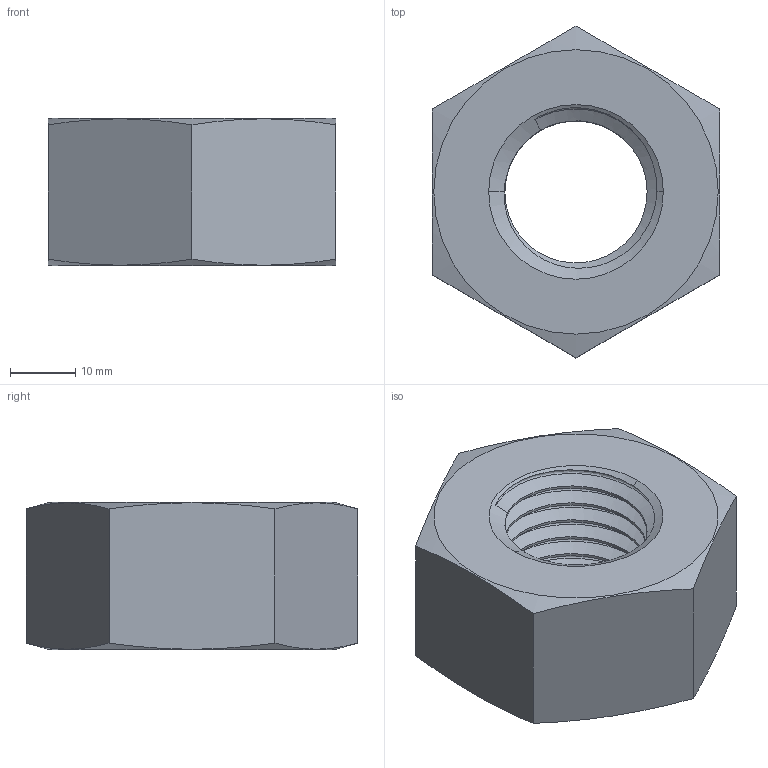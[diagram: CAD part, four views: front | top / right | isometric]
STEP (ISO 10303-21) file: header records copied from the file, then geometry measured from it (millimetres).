
FILE_DESCRIPTION (( 'STEP AP203' ), '1' );
FILE_NAME ('B0093OFJQE.3D.STEP', '2013-10-09T06:17:22', ( '' ), ( '' ), 'SwSTEP 2.0', 'SolidWorks 2010', '' );
FILE_SCHEMA (( 'CONFIG_CONTROL_DESIGN' ));
Length unit declared in the file: millimetre
Products named in the file (1): B0093OFJQE.3D
Bounding box: 43.99 x 50.8 x 22.53 mm (x, y, z)
Volume: 27465.7 mm3; surface area: 8483.2 mm2
Topology: 1 solids, 1 shells, 32 faces, 91 edges, 61 vertices
Faces by surface type: cylinder 13, cone 8, plane 8, bspline 3
Entity records: 5011 total; most frequent: CARTESIAN_POINT 4234, ORIENTED_EDGE 182, DIRECTION 106, EDGE_CURVE 91, VERTEX_POINT 61, AXIS2_PLACEMENT_3D 40, EDGE_LOOP 34, ADVANCED_FACE 32
